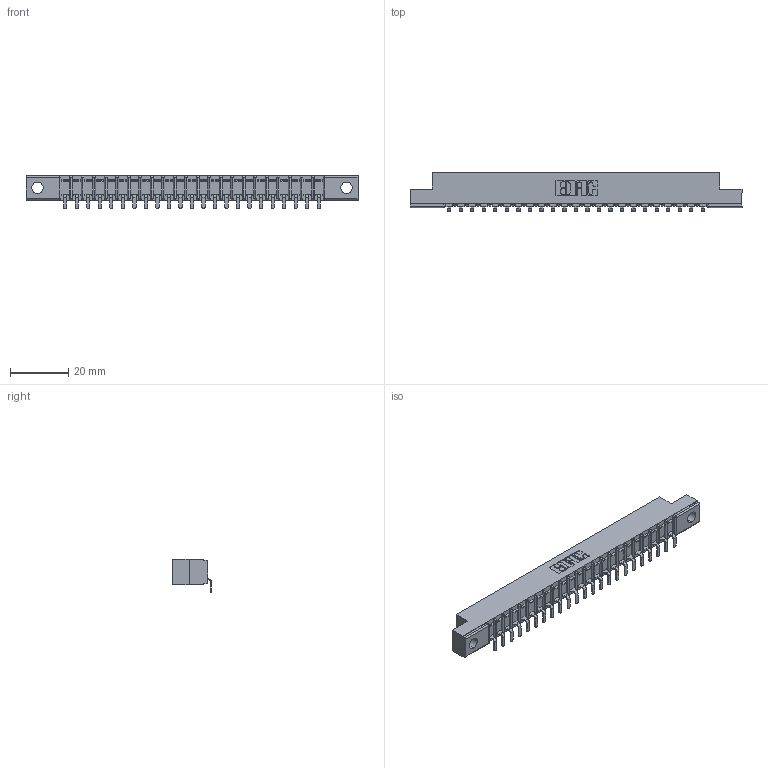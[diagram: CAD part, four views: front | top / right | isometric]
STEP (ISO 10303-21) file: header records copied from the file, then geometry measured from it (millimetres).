
FILE_DESCRIPTION (( 'STEP AP203' ), '1' );
FILE_NAME ('307-023-553-104.STEP', '2018-08-04T05:30:56', ( '' ), ( '' ), 'SwSTEP 2.0', 'SolidWorks 2016', '' );
FILE_SCHEMA (( 'CONFIG_CONTROL_DESIGN' ));
Length unit declared in the file: inch
Products named in the file (3): 307 Part_.156 Dia Mounting Holes; 307-290-002_553; 307-023-553-104
Assembly tree (24 placements, depth 2):
  307-023-553-104
    307 Part_.156 Dia Mounting Holes
    307-290-002_553  x23
Bounding box: 114.15 x 13.32 x 11.51 mm (x, y, z)
Volume: 7430.3 mm3; surface area: 13467.7 mm2
Topology: 24 solids, 24 shells, 1950 faces, 5971 edges, 3914 vertices
Faces by surface type: plane 1165, cylinder 737, sphere 48
Entity records: 23332 total; most frequent: CARTESIAN_POINT 3938, ORIENTED_EDGE 3926, DIRECTION 3827, EDGE_CURVE 1963, VECTOR 1501, LINE 1501, VERTEX_POINT 1274, AXIS2_PLACEMENT_3D 1163
